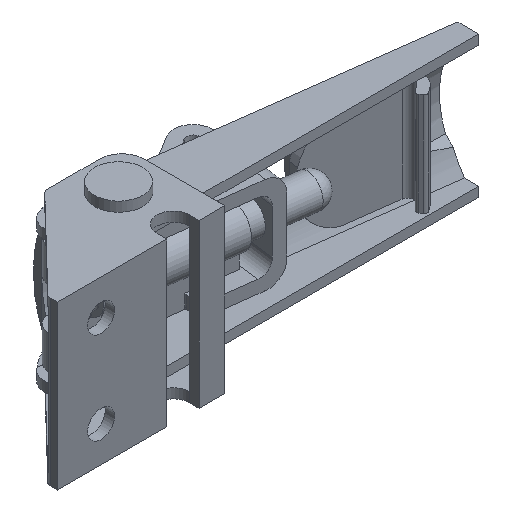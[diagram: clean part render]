
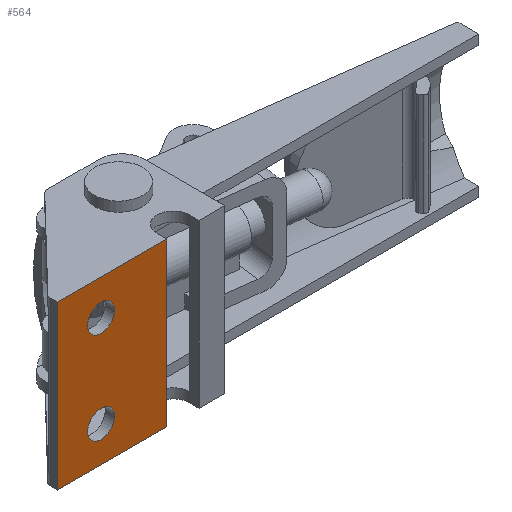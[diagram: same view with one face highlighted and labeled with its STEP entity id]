
A CAD part, isometric view. The second image highlights one B-rep face of the part: STEP entity #564.
In plain terms, the highlighted planar face has unit normal (0, -1, 0).
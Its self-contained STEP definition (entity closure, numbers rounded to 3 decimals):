
#564 = ADVANCED_FACE( '', ( #1113, #1114, #1115 ), #1116, .F. );
#1113 = FACE_BOUND( '', #1646, .T. );
#1114 = FACE_BOUND( '', #1647, .T. );
#1115 = FACE_OUTER_BOUND( '', #1648, .T. );
#1116 = PLANE( '', #1649 );
#1646 = EDGE_LOOP( '', ( #2997 ) );
#1647 = EDGE_LOOP( '', ( #2998 ) );
#1648 = EDGE_LOOP( '', ( #2999, #3000, #3001, #3002 ) );
#1649 = AXIS2_PLACEMENT_3D( '', #3003, #3004, #3005 );
#2997 = ORIENTED_EDGE( '', *, *, #3490, .T. );
#2998 = ORIENTED_EDGE( '', *, *, #3359, .T. );
#2999 = ORIENTED_EDGE( '', *, *, #3465, .T. );
#3000 = ORIENTED_EDGE( '', *, *, #3531, .F. );
#3001 = ORIENTED_EDGE( '', *, *, #3658, .F. );
#3002 = ORIENTED_EDGE( '', *, *, #3692, .T. );
#3003 = CARTESIAN_POINT( '', ( -19.5, -10., 12.65 ) );
#3004 = DIRECTION( '', ( 0., 1., 0. ) );
#3005 = DIRECTION( '', ( 0., 0., 1. ) );
#3359 = EDGE_CURVE( '', #4077, #4077, #4078, .T. );
#3465 = EDGE_CURVE( '', #4241, #4239, #4242, .T. );
#3490 = EDGE_CURVE( '', #4278, #4278, #4279, .T. );
#3531 = EDGE_CURVE( '', #4336, #4239, #4338, .T. );
#3658 = EDGE_CURVE( '', #4495, #4336, #4497, .T. );
#3692 = EDGE_CURVE( '', #4495, #4241, #4533, .T. );
#4077 = VERTEX_POINT( '', #5121 );
#4078 = CIRCLE( '', #5122, 2.1 );
#4239 = VERTEX_POINT( '', #5356 );
#4241 = VERTEX_POINT( '', #5359 );
#4242 = LINE( '', #5360, #5361 );
#4278 = VERTEX_POINT( '', #5407 );
#4279 = CIRCLE( '', #5408, 2.1 );
#4336 = VERTEX_POINT( '', #5497 );
#4338 = LINE( '', #5500, #5501 );
#4495 = VERTEX_POINT( '', #5748 );
#4497 = LINE( '', #5751, #5752 );
#4533 = LINE( '', #5797, #5798 );
#5121 = CARTESIAN_POINT( '', ( -10.6, -10., -7.15 ) );
#5122 = AXIS2_PLACEMENT_3D( '', #6122, #6123, #6124 );
#5356 = CARTESIAN_POINT( '', ( -2.5, -10., -12.65 ) );
#5359 = CARTESIAN_POINT( '', ( -19.5, -10., -12.65 ) );
#5360 = CARTESIAN_POINT( '', ( -19.5, -10., -12.65 ) );
#5361 = VECTOR( '', #6262, 1000. );
#5407 = CARTESIAN_POINT( '', ( -10.6, -10., 7.15 ) );
#5408 = AXIS2_PLACEMENT_3D( '', #6291, #6292, #6293 );
#5497 = CARTESIAN_POINT( '', ( -2.5, -10., 12.65 ) );
#5500 = CARTESIAN_POINT( '', ( -2.5, -10., 12.65 ) );
#5501 = VECTOR( '', #6340, 1000. );
#5748 = CARTESIAN_POINT( '', ( -19.5, -10., 12.65 ) );
#5751 = CARTESIAN_POINT( '', ( -19.5, -10., 12.65 ) );
#5752 = VECTOR( '', #6473, 1000. );
#5797 = CARTESIAN_POINT( '', ( -19.5, -10., 12.65 ) );
#5798 = VECTOR( '', #6492, 1000. );
#6122 = CARTESIAN_POINT( '', ( -12.7, -10., -7.15 ) );
#6123 = DIRECTION( '', ( 0., 1., 0. ) );
#6124 = DIRECTION( '', ( 1., 0., 0. ) );
#6262 = DIRECTION( '', ( 1., 0., 0. ) );
#6291 = CARTESIAN_POINT( '', ( -12.7, -10., 7.15 ) );
#6292 = DIRECTION( '', ( 0., 1., 0. ) );
#6293 = DIRECTION( '', ( 1., 0., 0. ) );
#6340 = DIRECTION( '', ( 0., 0., -1. ) );
#6473 = DIRECTION( '', ( 1., 0., 0. ) );
#6492 = DIRECTION( '', ( 0., 0., -1. ) );
